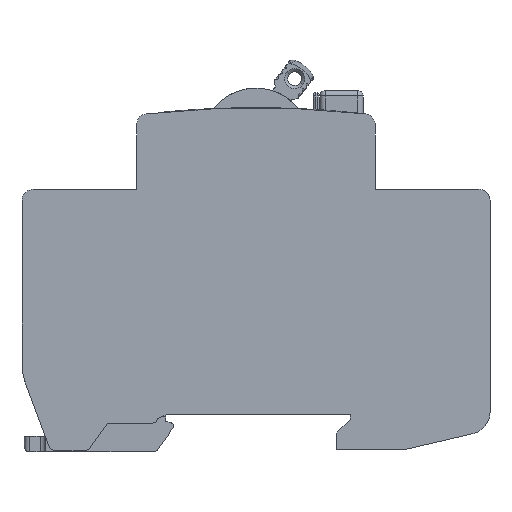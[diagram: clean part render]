
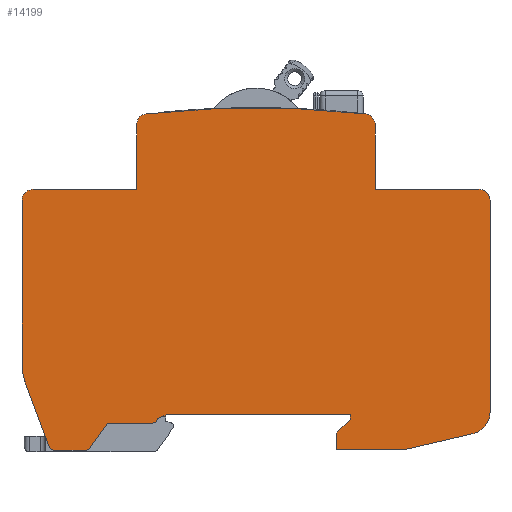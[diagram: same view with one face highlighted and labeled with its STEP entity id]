
A CAD part, front view. The second image highlights one B-rep face of the part: STEP entity #14199.
In plain terms, the highlighted planar face has unit normal (0, -1, 0).
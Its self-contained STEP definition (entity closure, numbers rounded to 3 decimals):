
#592=DIRECTION('',(0.,0.,1.));
#593=VECTOR('',#592,40.088);
#594=CARTESIAN_POINT('',(26.45,-36.,0.512));
#595=LINE('',#594,#593);
#702=CARTESIAN_POINT('',(22.25,-36.,0.512));
#703=DIRECTION('',(0.,1.,0.));
#704=DIRECTION('',(1.,0.,0.));
#705=AXIS2_PLACEMENT_3D('',#702,#703,#704);
#707=DIRECTION('',(-0.974,0.,-0.228));
#708=VECTOR('',#707,13.233);
#709=CARTESIAN_POINT('',(23.209,-36.,-3.577));
#710=LINE('',#709,#708);
#711=DIRECTION('',(0.701,0.,0.713));
#712=VECTOR('',#711,3.709);
#713=CARTESIAN_POINT('',(-2.6,-36.,-3.446));
#714=LINE('',#713,#712);
#715=DIRECTION('',(-0.903,0.,-0.431));
#716=VECTOR('',#715,1.813);
#717=CARTESIAN_POINT('',(-34.9,-36.,0.));
#718=LINE('',#717,#716);
#719=CARTESIAN_POINT('',(-37.6,-36.,-0.5));
#720=DIRECTION('',(0.,1.,0.));
#721=DIRECTION('',(0.967,0.,-0.255));
#722=AXIS2_PLACEMENT_3D('',#719,#720,#721);
#724=DIRECTION('',(-0.581,0.,-0.814));
#725=VECTOR('',#724,5.698);
#726=CARTESIAN_POINT('',(-46.,-36.,-1.6));
#727=LINE('',#726,#725);
#728=CARTESIAN_POINT('',(-50.204,-36.,-5.6));
#729=DIRECTION('',(0.,1.,0.));
#730=DIRECTION('',(0.814,0.,-0.581));
#731=AXIS2_PLACEMENT_3D('',#728,#729,#730);
#733=CARTESIAN_POINT('',(-56.032,-36.,-5.6));
#734=DIRECTION('',(0.,1.,0.));
#735=DIRECTION('',(0.,0.,-1.));
#736=AXIS2_PLACEMENT_3D('',#733,#734,#735);
#738=DIRECTION('',(-0.35,0.,0.937));
#739=VECTOR('',#738,12.826);
#740=CARTESIAN_POINT('',(-57.062,-36.,-5.985));
#741=LINE('',#740,#739);
#742=CARTESIAN_POINT('',(-52.,-36.,9.601));
#743=DIRECTION('',(0.,1.,0.));
#744=DIRECTION('',(-0.937,0.,-0.35));
#745=AXIS2_PLACEMENT_3D('',#742,#743,#744);
#747=CARTESIAN_POINT('',(-60.1,-36.,40.6));
#748=DIRECTION('',(0.,1.,0.));
#749=DIRECTION('',(-1.,0.,0.));
#750=AXIS2_PLACEMENT_3D('',#747,#748,#749);
#752=CARTESIAN_POINT('',(-38.4,-36.,54.918));
#753=DIRECTION('',(0.,1.,0.));
#754=DIRECTION('',(-1.,0.,0.));
#755=AXIS2_PLACEMENT_3D('',#752,#753,#754);
#757=CARTESIAN_POINT('',(-17.9,-36.,-122.3));
#758=DIRECTION('',(0.,1.,0.));
#759=DIRECTION('',(-0.115,0.,0.993));
#760=AXIS2_PLACEMENT_3D('',#757,#758,#759);
#762=CARTESIAN_POINT('',(2.6,-36.,54.918));
#763=DIRECTION('',(0.,1.,0.));
#764=DIRECTION('',(0.115,0.,0.993));
#765=AXIS2_PLACEMENT_3D('',#762,#763,#764);
#767=CARTESIAN_POINT('',(24.35,-36.,40.6));
#768=DIRECTION('',(0.,1.,0.));
#769=DIRECTION('',(-0.015,0.,1.));
#770=AXIS2_PLACEMENT_3D('',#767,#768,#769);
#772=DIRECTION('',(1.,0.,0.));
#773=VECTOR('',#772,12.926);
#774=CARTESIAN_POINT('',(-2.6,-36.,-6.6));
#775=LINE('',#774,#773);
#836=DIRECTION('',(0.,0.,-1.));
#837=VECTOR('',#836,0.8);
#838=CARTESIAN_POINT('',(0.,-36.,0.));
#839=LINE('',#838,#837);
#852=DIRECTION('',(0.,0.,-1.));
#853=VECTOR('',#852,3.154);
#854=CARTESIAN_POINT('',(-2.6,-36.,-3.446));
#855=LINE('',#854,#853);
#860=DIRECTION('',(1.,0.,0.));
#861=VECTOR('',#860,34.9);
#862=CARTESIAN_POINT('',(-34.9,-36.,0.));
#863=LINE('',#862,#861);
#2483=DIRECTION('',(1.,0.,0.));
#2484=VECTOR('',#2483,8.4);
#2485=CARTESIAN_POINT('',(-46.,-36.,-1.6));
#2486=LINE('',#2485,#2484);
#2513=DIRECTION('',(1.,0.,0.));
#2514=VECTOR('',#2513,5.828);
#2515=CARTESIAN_POINT('',(-56.032,-36.,-6.7));
#2516=LINE('',#2515,#2514);
#2612=DIRECTION('',(0.,0.,-1.));
#2613=VECTOR('',#2612,30.999);
#2614=CARTESIAN_POINT('',(-62.2,-36.,40.6));
#2615=LINE('',#2614,#2613);
#3886=DIRECTION('',(-1.,0.,0.));
#3887=VECTOR('',#3886,19.6);
#3888=CARTESIAN_POINT('',(-40.5,-36.,42.7));
#3889=LINE('',#3888,#3887);
#3928=DIRECTION('',(0.,0.,-1.));
#3929=VECTOR('',#3928,12.218);
#3930=CARTESIAN_POINT('',(-40.5,-36.,54.918));
#3931=LINE('',#3930,#3929);
#4353=DIRECTION('',(0.,0.,1.));
#4354=VECTOR('',#4353,12.218);
#4355=CARTESIAN_POINT('',(4.7,-36.,42.7));
#4356=LINE('',#4355,#4354);
#4357=DIRECTION('',(-1.,0.,0.));
#4358=VECTOR('',#4357,19.6);
#4359=CARTESIAN_POINT('',(24.3,-36.,42.7));
#4360=LINE('',#4359,#4358);
#4421=CARTESIAN_POINT('',(24.3,-36.,40.6));
#4422=DIRECTION('',(0.,-1.,0.));
#4423=DIRECTION('',(0.009,0.,1.));
#4424=AXIS2_PLACEMENT_3D('',#4421,#4422,#4423);
#10844=CARTESIAN_POINT('',(-62.2,-36.,40.6));
#10845=VERTEX_POINT('',#10844);
#10846=CARTESIAN_POINT('',(-62.2,-36.,9.601));
#10847=VERTEX_POINT('',#10846);
#11220=CARTESIAN_POINT('',(-61.554,-36.,6.029));
#11221=VERTEX_POINT('',#11220);
#11234=CARTESIAN_POINT('',(-57.062,-36.,-5.985));
#11235=VERTEX_POINT('',#11234);
#11330=CARTESIAN_POINT('',(-34.9,-36.,0.));
#11331=CARTESIAN_POINT('',(0.,-36.,0.));
#11332=VERTEX_POINT('',#11330);
#11333=VERTEX_POINT('',#11331);
#11342=CARTESIAN_POINT('',(26.45,-36.,0.512));
#11343=CARTESIAN_POINT('',(26.45,-36.,40.6));
#11344=VERTEX_POINT('',#11342);
#11345=VERTEX_POINT('',#11343);
#11346=CARTESIAN_POINT('',(23.209,-36.,-3.577));
#11347=VERTEX_POINT('',#11346);
#11348=CARTESIAN_POINT('',(10.326,-36.,-6.6));
#11349=VERTEX_POINT('',#11348);
#11350=CARTESIAN_POINT('',(-2.6,-36.,-6.6));
#11351=VERTEX_POINT('',#11350);
#11352=CARTESIAN_POINT('',(-2.6,-36.,-3.446));
#11353=VERTEX_POINT('',#11352);
#11354=CARTESIAN_POINT('',(0.,-36.,-0.8));
#11355=VERTEX_POINT('',#11354);
#11356=CARTESIAN_POINT('',(-36.536,-36.,-0.781));
#11357=VERTEX_POINT('',#11356);
#11358=CARTESIAN_POINT('',(-37.6,-36.,-1.6));
#11359=VERTEX_POINT('',#11358);
#11360=CARTESIAN_POINT('',(-46.,-36.,-1.6));
#11361=VERTEX_POINT('',#11360);
#11362=CARTESIAN_POINT('',(-49.309,-36.,-6.239));
#11363=VERTEX_POINT('',#11362);
#11364=CARTESIAN_POINT('',(-50.204,-36.,-6.7));
#11365=VERTEX_POINT('',#11364);
#11366=CARTESIAN_POINT('',(-56.032,-36.,-6.7));
#11367=VERTEX_POINT('',#11366);
#11368=CARTESIAN_POINT('',(-60.1,-36.,42.7));
#11369=VERTEX_POINT('',#11368);
#11370=CARTESIAN_POINT('',(-40.5,-36.,42.7));
#11371=VERTEX_POINT('',#11370);
#11372=CARTESIAN_POINT('',(-40.5,-36.,54.918));
#11373=VERTEX_POINT('',#11372);
#11374=CARTESIAN_POINT('',(-38.641,-36.,57.004));
#11375=VERTEX_POINT('',#11374);
#11376=CARTESIAN_POINT('',(2.841,-36.,57.004));
#11377=VERTEX_POINT('',#11376);
#11378=CARTESIAN_POINT('',(4.7,-36.,54.918));
#11379=VERTEX_POINT('',#11378);
#11380=CARTESIAN_POINT('',(4.7,-36.,42.7));
#11381=VERTEX_POINT('',#11380);
#11382=CARTESIAN_POINT('',(24.3,-36.,42.7));
#11383=VERTEX_POINT('',#11382);
#11384=CARTESIAN_POINT('',(24.318,-36.,42.7));
#11385=VERTEX_POINT('',#11384);
#14139=CARTESIAN_POINT('',(-17.9,-36.,42.7));
#14140=DIRECTION('',(0.,1.,0.));
#14141=DIRECTION('',(-1.,0.,0.));
#14142=AXIS2_PLACEMENT_3D('',#14139,#14140,#14141);
#14143=PLANE('',#14142);
#14144=ORIENTED_EDGE('',*,*,#13977,.F.);
#14145=ORIENTED_EDGE('',*,*,#14039,.T.);
#14146=ORIENTED_EDGE('',*,*,#14123,.T.);
#14148=ORIENTED_EDGE('',*,*,#14147,.F.);
#14150=ORIENTED_EDGE('',*,*,#14149,.F.);
#14152=ORIENTED_EDGE('',*,*,#14151,.T.);
#14154=ORIENTED_EDGE('',*,*,#14153,.F.);
#14156=ORIENTED_EDGE('',*,*,#14155,.F.);
#14158=ORIENTED_EDGE('',*,*,#14157,.T.);
#14160=ORIENTED_EDGE('',*,*,#14159,.T.);
#14162=ORIENTED_EDGE('',*,*,#14161,.F.);
#14164=ORIENTED_EDGE('',*,*,#14163,.T.);
#14166=ORIENTED_EDGE('',*,*,#14165,.T.);
#14168=ORIENTED_EDGE('',*,*,#14167,.F.);
#14170=ORIENTED_EDGE('',*,*,#14169,.T.);
#14172=ORIENTED_EDGE('',*,*,#14171,.T.);
#14174=ORIENTED_EDGE('',*,*,#14173,.T.);
#14176=ORIENTED_EDGE('',*,*,#14175,.F.);
#14178=ORIENTED_EDGE('',*,*,#14177,.T.);
#14180=ORIENTED_EDGE('',*,*,#14179,.F.);
#14182=ORIENTED_EDGE('',*,*,#14181,.F.);
#14184=ORIENTED_EDGE('',*,*,#14183,.T.);
#14186=ORIENTED_EDGE('',*,*,#14185,.T.);
#14188=ORIENTED_EDGE('',*,*,#14187,.T.);
#14190=ORIENTED_EDGE('',*,*,#14189,.F.);
#14192=ORIENTED_EDGE('',*,*,#14191,.F.);
#14194=ORIENTED_EDGE('',*,*,#14193,.F.);
#14196=ORIENTED_EDGE('',*,*,#14195,.T.);
#14197=EDGE_LOOP('',(#14144,#14145,#14146,#14148,#14150,#14152,#14154,#14156,
#14158,#14160,#14162,#14164,#14166,#14168,#14170,#14172,#14174,#14176,#14178,
#14180,#14182,#14184,#14186,#14188,#14190,#14192,#14194,#14196));
#14198=FACE_OUTER_BOUND('',#14197,.F.);
#706=CIRCLE('',#705,4.2);
#723=CIRCLE('',#722,1.1);
#732=CIRCLE('',#731,1.1);
#737=CIRCLE('',#736,1.1);
#746=CIRCLE('',#745,10.2);
#751=CIRCLE('',#750,2.1);
#756=CIRCLE('',#755,2.1);
#761=CIRCLE('',#760,180.5);
#766=CIRCLE('',#765,2.1);
#771=CIRCLE('',#770,2.1);
#4425=CIRCLE('',#4424,2.1);
#13977=EDGE_CURVE('',#11344,#11345,#595,.T.);
#14039=EDGE_CURVE('',#11344,#11347,#706,.T.);
#14123=EDGE_CURVE('',#11347,#11349,#710,.T.);
#14147=EDGE_CURVE('',#11351,#11349,#775,.T.);
#14149=EDGE_CURVE('',#11353,#11351,#855,.T.);
#14151=EDGE_CURVE('',#11353,#11355,#714,.T.);
#14153=EDGE_CURVE('',#11333,#11355,#839,.T.);
#14155=EDGE_CURVE('',#11332,#11333,#863,.T.);
#14157=EDGE_CURVE('',#11332,#11357,#718,.T.);
#14159=EDGE_CURVE('',#11357,#11359,#723,.T.);
#14161=EDGE_CURVE('',#11361,#11359,#2486,.T.);
#14163=EDGE_CURVE('',#11361,#11363,#727,.T.);
#14165=EDGE_CURVE('',#11363,#11365,#732,.T.);
#14167=EDGE_CURVE('',#11367,#11365,#2516,.T.);
#14169=EDGE_CURVE('',#11367,#11235,#737,.T.);
#14171=EDGE_CURVE('',#11235,#11221,#741,.T.);
#14173=EDGE_CURVE('',#11221,#10847,#746,.T.);
#14175=EDGE_CURVE('',#10845,#10847,#2615,.T.);
#14177=EDGE_CURVE('',#10845,#11369,#751,.T.);
#14179=EDGE_CURVE('',#11371,#11369,#3889,.T.);
#14181=EDGE_CURVE('',#11373,#11371,#3931,.T.);
#14183=EDGE_CURVE('',#11373,#11375,#756,.T.);
#14185=EDGE_CURVE('',#11375,#11377,#761,.T.);
#14187=EDGE_CURVE('',#11377,#11379,#766,.T.);
#14189=EDGE_CURVE('',#11381,#11379,#4356,.T.);
#14191=EDGE_CURVE('',#11383,#11381,#4360,.T.);
#14193=EDGE_CURVE('',#11385,#11383,#4425,.T.);
#14195=EDGE_CURVE('',#11385,#11345,#771,.T.);
#14199=ADVANCED_FACE('',(#14198),#14143,.F.);
